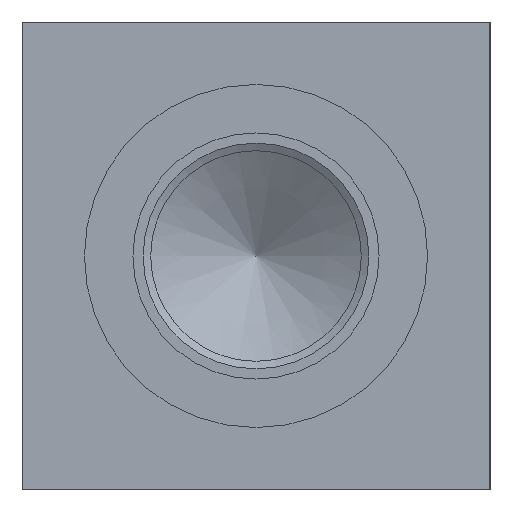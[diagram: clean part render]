
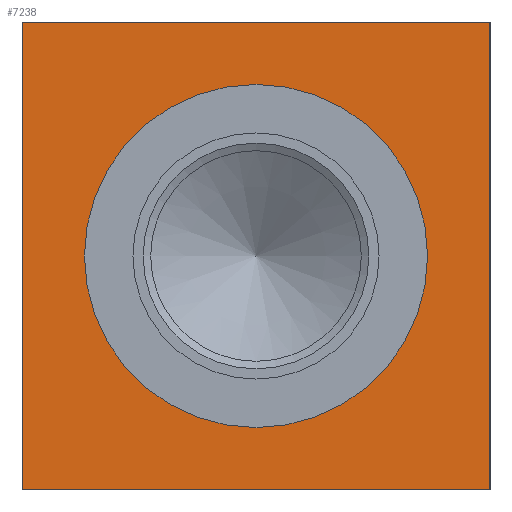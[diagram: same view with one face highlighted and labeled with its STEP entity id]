
A CAD part, left-side view. The second image highlights one B-rep face of the part: STEP entity #7238.
In plain terms, the highlighted planar face has unit normal (-1, 0, 0).
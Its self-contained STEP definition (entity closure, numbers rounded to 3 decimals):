
#98=CIRCLE('',#7523,23.279);
#99=CIRCLE('',#7524,23.279);
#463=FACE_BOUND('',#1245,.T.);
#831=FACE_OUTER_BOUND('',#1244,.T.);
#1244=EDGE_LOOP('',(#6303,#6304,#6305,#6306));
#1245=EDGE_LOOP('',(#6307,#6308));
#1638=LINE('',#10073,#2355);
#1967=LINE('',#12248,#2684);
#1968=LINE('',#12249,#2685);
#1969=LINE('',#12250,#2686);
#2355=VECTOR('',#8302,10.);
#2684=VECTOR('',#9147,10.);
#2685=VECTOR('',#9148,10.);
#2686=VECTOR('',#9149,10.);
#2954=VERTEX_POINT('',#10066);
#2957=VERTEX_POINT('',#10071);
#3280=VERTEX_POINT('',#12004);
#3281=VERTEX_POINT('',#12005);
#3360=VERTEX_POINT('',#12246);
#3361=VERTEX_POINT('',#12247);
#3760=EDGE_CURVE('',#2957,#2954,#1638,.T.);
#4233=EDGE_CURVE('',#3280,#3281,#98,.T.);
#4234=EDGE_CURVE('',#3281,#3280,#99,.T.);
#4349=EDGE_CURVE('',#3360,#3361,#1967,.T.);
#4350=EDGE_CURVE('',#3361,#2954,#1968,.T.);
#4351=EDGE_CURVE('',#3360,#2957,#1969,.T.);
#6303=ORIENTED_EDGE('',*,*,#4349,.T.);
#6304=ORIENTED_EDGE('',*,*,#4350,.T.);
#6305=ORIENTED_EDGE('',*,*,#3760,.F.);
#6306=ORIENTED_EDGE('',*,*,#4351,.F.);
#6307=ORIENTED_EDGE('',*,*,#4233,.T.);
#6308=ORIENTED_EDGE('',*,*,#4234,.T.);
#6577=PLANE('',#7648);
#7238=ADVANCED_FACE('',(#831,#463),#6577,.T.);
#7523=AXIS2_PLACEMENT_3D('',#12006,#8859,#8860);
#7524=AXIS2_PLACEMENT_3D('',#12007,#8861,#8862);
#7648=AXIS2_PLACEMENT_3D('',#12245,#9145,#9146);
#8302=DIRECTION('',(0.,-1.,0.));
#8859=DIRECTION('center_axis',(1.,0.,0.));
#8860=DIRECTION('ref_axis',(0.,0.,1.));
#8861=DIRECTION('center_axis',(1.,0.,0.));
#8862=DIRECTION('ref_axis',(0.,0.,1.));
#9145=DIRECTION('center_axis',(-1.,0.,0.));
#9146=DIRECTION('ref_axis',(0.,-1.,0.));
#9147=DIRECTION('',(0.,-1.,0.));
#9148=DIRECTION('',(0.,0.,1.));
#9149=DIRECTION('',(0.,0.,1.));
#10066=CARTESIAN_POINT('',(0.,0.,63.5));
#10071=CARTESIAN_POINT('',(0.,63.5,63.5));
#10073=CARTESIAN_POINT('',(0.,63.5,63.5));
#12004=CARTESIAN_POINT('',(0.,31.75,55.029));
#12005=CARTESIAN_POINT('',(0.,31.75,8.471));
#12006=CARTESIAN_POINT('Origin',(0.,31.75,31.75));
#12007=CARTESIAN_POINT('Origin',(0.,31.75,31.75));
#12245=CARTESIAN_POINT('Origin',(0.,63.5,0.));
#12246=CARTESIAN_POINT('',(0.,63.5,0.));
#12247=CARTESIAN_POINT('',(0.,0.,0.));
#12248=CARTESIAN_POINT('',(0.,63.5,0.));
#12249=CARTESIAN_POINT('',(0.,0.,0.));
#12250=CARTESIAN_POINT('',(0.,63.5,0.));
